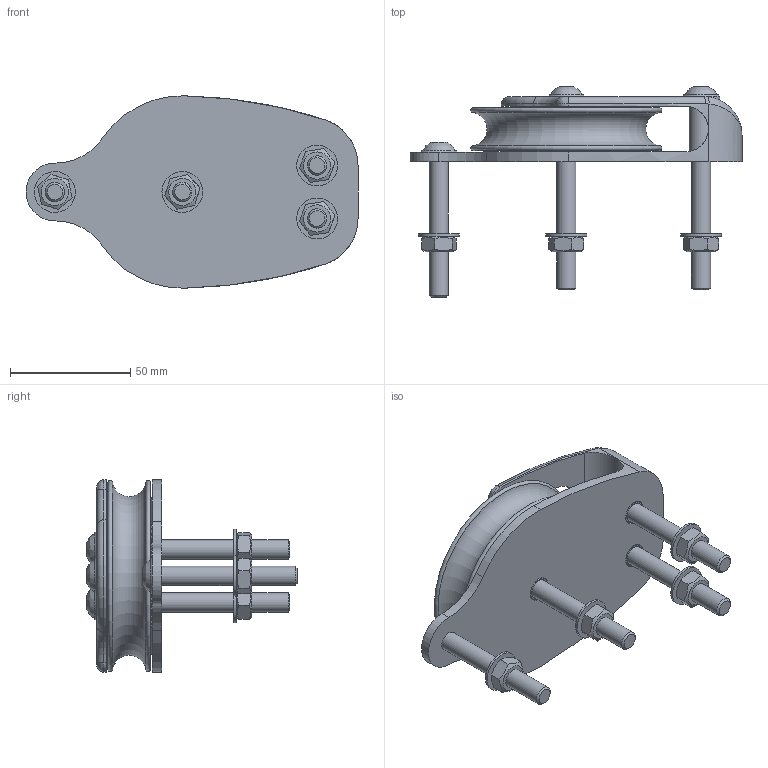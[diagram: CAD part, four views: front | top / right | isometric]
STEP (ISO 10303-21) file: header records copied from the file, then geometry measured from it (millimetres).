
FILE_DESCRIPTION(/* description */ (''),/* implementation_level */ '2;1');
FILE_NAME(/* name */ '00811.stp',/* time_stamp */ '2020-09-07T14:43:51+02:00',/* author */ ('lucade'),/* organization */ (''),/* preprocessor_version */ 'ST-DEVELOPER v18.1',/* originating_system */ 'Autodesk Inventor 2021',/* authorisation */ '');
FILE_SCHEMA (('AUTOMOTIVE_DESIGN { 1 0 10303 214 3 1 1 }'));
Length unit declared in the file: millimetre
Products named in the file (1): 17072123
Bounding box: 138 x 87.4 x 79.98 mm (x, y, z)
Volume: 148580.2 mm3; surface area: 82522.9 mm2
Topology: 79 solids, 79 shells, 373 faces, 861 edges, 548 vertices
Faces by surface type: plane 116, cylinder 82, torus 57, cone 54, sphere 54, bspline 10
Full cylindrical faces by diameter (mm): 6.647 x4, 8 x8, 8.2 x8, 10 x3, 10.2 x5, 14 x4, 15.6 x4, 16 x2, 17 x4, 20 x2, 29.9 x1, 30 x1, 36.4 x4, 46.4 x4, 50.8 x2
Entity records: 10586 total; most frequent: CARTESIAN_POINT 2466, DIRECTION 1788, ORIENTED_EDGE 1494, AXIS2_PLACEMENT_3D 797, EDGE_CURVE 747, VERTEX_POINT 548, EDGE_LOOP 445, CIRCLE 433
